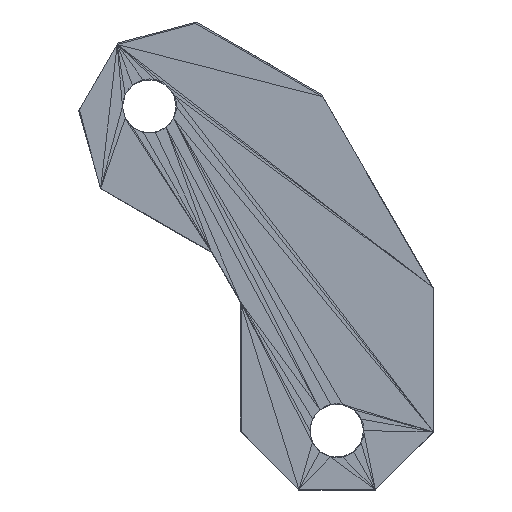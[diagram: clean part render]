
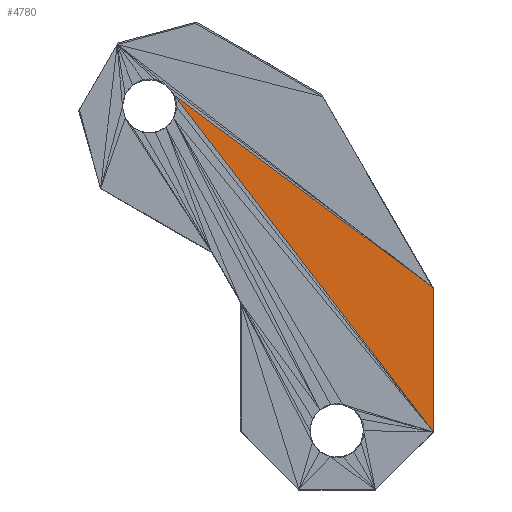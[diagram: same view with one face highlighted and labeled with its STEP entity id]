
A CAD part, top view. The second image highlights one B-rep face of the part: STEP entity #4780.
In plain terms, the highlighted planar face has unit normal (0, 0, 1).
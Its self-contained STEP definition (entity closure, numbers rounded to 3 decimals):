
#95 = LINE ( 'NONE', #4079, #822 ) ;
#96 = LINE ( 'NONE', #4076, #821 ) ;
#134 = FACE_OUTER_BOUND ( 'NONE', #5118, .T. ) ;
#172 = VERTEX_POINT ( 'NONE', #4717 ) ;
#337 = LINE ( 'NONE', #2002, #799 ) ;
#753 = AXIS2_PLACEMENT_3D ( 'NONE', #3922, #3921, #3919 ) ;
#799 = VECTOR ( 'NONE', #2001, 1000. ) ;
#821 = VECTOR ( 'NONE', #4075, 1000. ) ;
#822 = VECTOR ( 'NONE', #4078, 1000. ) ;
#2001 = DIRECTION ( 'NONE',  ( 0.802, -0.597, 0. ) ) ;
#2002 = CARTESIAN_POINT ( 'NONE',  ( 14.797, 61.734, 12.9 ) ) ;
#2625 = EDGE_CURVE ( 'NONE', #5361, #5358, #337, .T. ) ;
#3093 = EDGE_CURVE ( 'NONE', #172, #5358, #95, .T. ) ;
#3094 = EDGE_CURVE ( 'NONE', #5361, #172, #96, .T. ) ;
#3347 = ORIENTED_EDGE ( 'NONE', *, *, #3093, .T. ) ;
#3348 = ORIENTED_EDGE ( 'NONE', *, *, #3094, .T. ) ;
#3349 = ORIENTED_EDGE ( 'NONE', *, *, #2625, .F. ) ;
#3781 = CARTESIAN_POINT ( 'NONE',  ( 14.797, 61.734, 12.9 ) ) ;
#3784 = CARTESIAN_POINT ( 'NONE',  ( 55.351, 31.551, 12.9 ) ) ;
#3919 = DIRECTION ( 'NONE',  ( 1., 0., 0. ) ) ;
#3921 = DIRECTION ( 'NONE',  ( 0., 0., 1. ) ) ;
#3922 = CARTESIAN_POINT ( 'NONE',  ( 55.351, 31.551, 12.9 ) ) ;
#3923 = PLANE ( 'NONE',  #753 ) ;
#4075 = DIRECTION ( 'NONE',  ( 0.61, -0.792, 0. ) ) ;
#4076 = CARTESIAN_POINT ( 'NONE',  ( 14.797, 61.734, 12.9 ) ) ;
#4078 = DIRECTION ( 'NONE',  ( 0., 1., 0. ) ) ;
#4079 = CARTESIAN_POINT ( 'NONE',  ( 55.351, 9.05, 12.9 ) ) ;
#4717 = CARTESIAN_POINT ( 'NONE',  ( 55.351, 9.05, 12.9 ) ) ;
#4780 = ADVANCED_FACE ( 'NONE', ( #134 ), #3923, .T. ) ;
#5118 = EDGE_LOOP ( 'NONE', ( #3347, #3349, #3348 ) ) ;
#5358 = VERTEX_POINT ( 'NONE', #3784 ) ;
#5361 = VERTEX_POINT ( 'NONE', #3781 ) ;
